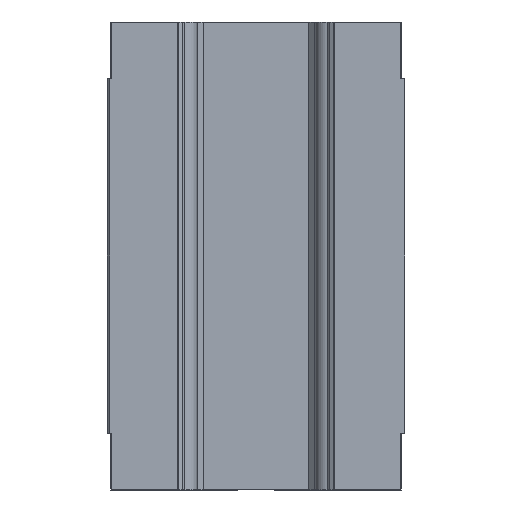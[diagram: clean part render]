
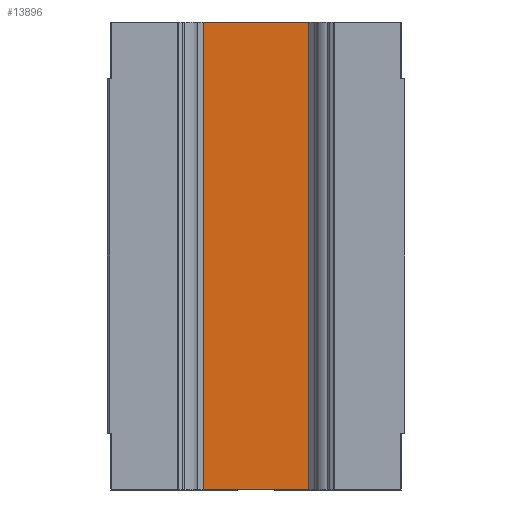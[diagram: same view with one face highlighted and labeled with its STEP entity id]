
A CAD part, front view. The second image highlights one B-rep face of the part: STEP entity #13896.
In plain terms, the highlighted planar face has unit normal (0, -1, 0).
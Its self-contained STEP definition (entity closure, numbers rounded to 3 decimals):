
#497 = CARTESIAN_POINT ( 'NONE',  ( 0., 13.6, -67.7 ) ) ;
#502 = DIRECTION ( 'NONE',  ( 1., 0., 0. ) ) ;
#864 = CARTESIAN_POINT ( 'NONE',  ( 0., 13.6, 67.7 ) ) ;
#865 = DIRECTION ( 'NONE',  ( -1., 0., 0. ) ) ;
#3428 = CARTESIAN_POINT ( 'NONE',  ( -20.5, 13.6, -67.75 ) ) ;
#3432 = DIRECTION ( 'NONE',  ( 0., 0., 1. ) ) ;
#3621 = CARTESIAN_POINT ( 'NONE',  ( 20.5, 13.6, 67.7 ) ) ;
#3647 = CARTESIAN_POINT ( 'NONE',  ( -20.5, 13.6, -67.7 ) ) ;
#3761 = CARTESIAN_POINT ( 'NONE',  ( 20.5, 13.6, -67.7 ) ) ;
#3945 = CARTESIAN_POINT ( 'NONE',  ( -20.5, 13.6, 67.7 ) ) ;
#4836 = EDGE_CURVE ( 'NONE', #9248, #9541, #10855, .T. ) ;
#7352 = CARTESIAN_POINT ( 'NONE',  ( 20.5, 13.6, -67.75 ) ) ;
#7353 = DIRECTION ( 'NONE',  ( 0., 0., 1. ) ) ;
#8062 = CARTESIAN_POINT ( 'NONE',  ( 20.5, 13.6, -67.75 ) ) ;
#8063 = PLANE ( 'NONE',  #13627 ) ;
#8064 = DIRECTION ( 'NONE',  ( 0., 1., 0. ) ) ;
#8065 = DIRECTION ( 'NONE',  ( -1., 0., 0. ) ) ;
#8350 = LINE ( 'NONE', #864, #8357 ) ;
#8357 = VECTOR ( 'NONE', #865, 1000. ) ;
#8654 = LINE ( 'NONE', #7352, #8655 ) ;
#8655 = VECTOR ( 'NONE', #7353, 1000. ) ;
#9005 = FACE_OUTER_BOUND ( 'NONE', #12813, .T. ) ;
#9219 = VERTEX_POINT ( 'NONE', #3621 ) ;
#9248 = VERTEX_POINT ( 'NONE', #3647 ) ;
#9360 = VERTEX_POINT ( 'NONE', #3761 ) ;
#9541 = VERTEX_POINT ( 'NONE', #3945 ) ;
#9829 = EDGE_CURVE ( 'NONE', #9248, #9360, #11157, .T. ) ;
#10480 = ORIENTED_EDGE ( 'NONE', *, *, #9829, .T. ) ;
#10481 = ORIENTED_EDGE ( 'NONE', *, *, #11738, .T. ) ;
#10482 = ORIENTED_EDGE ( 'NONE', *, *, #11273, .T. ) ;
#10483 = ORIENTED_EDGE ( 'NONE', *, *, #4836, .F. ) ;
#10855 = LINE ( 'NONE', #3428, #10860 ) ;
#10860 = VECTOR ( 'NONE', #3432, 1000. ) ;
#11157 = LINE ( 'NONE', #497, #11163 ) ;
#11163 = VECTOR ( 'NONE', #502, 1000. ) ;
#11273 = EDGE_CURVE ( 'NONE', #9219, #9541, #8350, .T. ) ;
#11738 = EDGE_CURVE ( 'NONE', #9360, #9219, #8654, .T. ) ;
#12813 = EDGE_LOOP ( 'NONE', ( #10480, #10481, #10482, #10483 ) ) ;
#13627 = AXIS2_PLACEMENT_3D ( 'NONE', #8062, #8064, #8065 ) ;
#13896 = ADVANCED_FACE ( 'NONE', ( #9005 ), #8063, .F. ) ;
